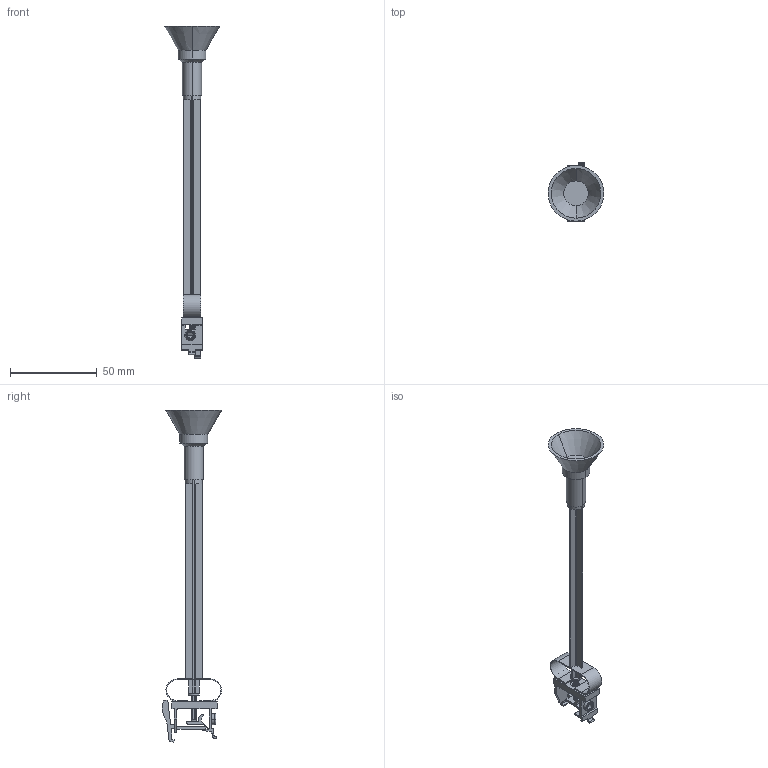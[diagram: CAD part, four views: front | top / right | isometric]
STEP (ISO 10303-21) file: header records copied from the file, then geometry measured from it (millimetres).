
FILE_DESCRIPTION(('STEP AP214'),'1');
FILE_NAME('cctmp_0EE57048-F363-4037-89A0-E6886AFEE0B3_2023_07_21_10_58_11_0312..stp','2023-07-21T08:58:11',('SIEMENS A&D'),('CADClick - www.CADClick.com'),'Spatial InterOp 3D postprocessed',' ','unknown authorization');
FILE_SCHEMA(('AUTOMOTIVE_DESIGN'));
Length unit declared in the file: millimetre
Products named in the file (1): 2023_07_21_10_58_11_0297
Bounding box: 32 x 34.06 x 190.91 mm (x, y, z)
Volume: 9847.3 mm3; surface area: 12378.4 mm2
Topology: 1 solids, 1 shells, 209 faces, 592 edges, 381 vertices
Faces by surface type: plane 128, cylinder 63, cone 10, torus 6, sphere 2
Entity records: 11296 total; most frequent: CARTESIAN_POINT 1219, STYLED_ITEM 1179, PRESENTATION_STYLE_ASSIGNMENT 1179, ORIENTED_EDGE 1176, DIRECTION 1163, EDGE_CURVE 588, CURVE_STYLE 588, DRAUGHTING_PRE_DEFINED_CURVE_FONT 588
